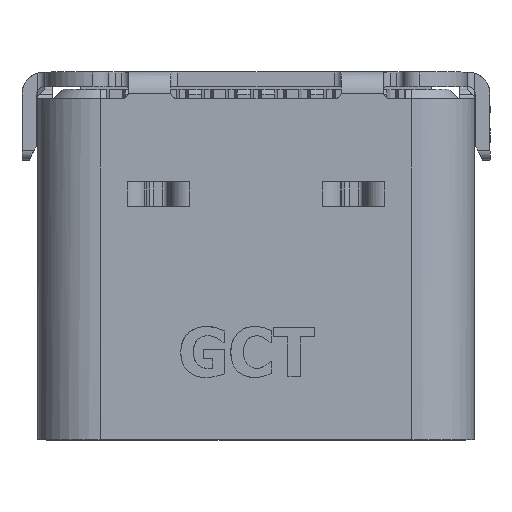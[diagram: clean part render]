
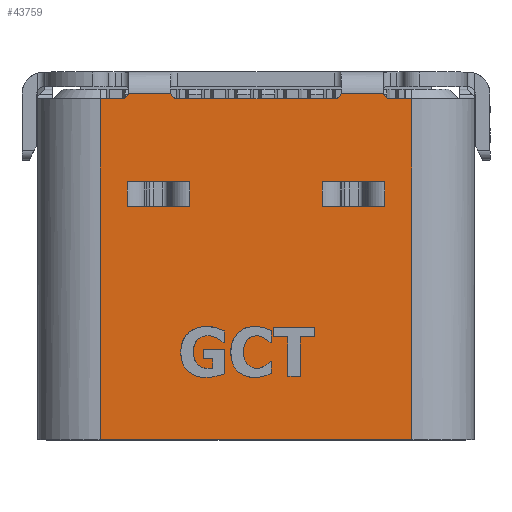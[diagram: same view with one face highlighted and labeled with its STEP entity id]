
A CAD part, top view. The second image highlights one B-rep face of the part: STEP entity #43759.
In plain terms, the highlighted face is planar.
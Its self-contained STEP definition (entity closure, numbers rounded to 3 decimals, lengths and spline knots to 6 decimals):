
#148=FACE_BOUND('',#7420,.T.);
#149=FACE_BOUND('',#7421,.T.);
#2458=CIRCLE('',#46505,0.00015);
#2585=CIRCLE('',#46691,0.00015);
#2623=CIRCLE('',#46781,0.00015);
#2724=CIRCLE('',#47123,0.00015);
#5166=FACE_OUTER_BOUND('',#7419,.T.);
#7419=EDGE_LOOP('',(#36878,#36879,#36880,#36881,#36882,#36883,#36884,#36885,
#36886,#36887,#36888,#36889));
#7420=EDGE_LOOP('',(#36890,#36891,#36892,#36893));
#7421=EDGE_LOOP('',(#36894,#36895,#36896,#36897));
#11115=LINE('',#67625,#15997);
#11133=LINE('',#67682,#16015);
#11188=LINE('',#67871,#16070);
#11199=LINE('',#67914,#16081);
#11244=LINE('',#68066,#16126);
#11299=LINE('',#68223,#16181);
#11347=LINE('',#68337,#16229);
#11351=LINE('',#68380,#16233);
#11353=LINE('',#68388,#16235);
#11356=LINE('',#68404,#16238);
#11493=LINE('',#68785,#16375);
#11525=LINE('',#68848,#16407);
#11590=LINE('',#69038,#16472);
#11595=LINE('',#69053,#16477);
#11599=LINE('',#69089,#16481);
#11634=LINE('',#69212,#16516);
#15997=VECTOR('',#54944,1.);
#16015=VECTOR('',#54990,1.);
#16070=VECTOR('',#55131,1.);
#16081=VECTOR('',#55160,1.);
#16126=VECTOR('',#55271,1.);
#16181=VECTOR('',#55414,1.);
#16229=VECTOR('',#55530,1.);
#16233=VECTOR('',#55542,1.);
#16235=VECTOR('',#55548,1.);
#16238=VECTOR('',#55567,1.);
#16375=VECTOR('',#55926,1.);
#16407=VECTOR('',#55996,1.);
#16472=VECTOR('',#56223,1.);
#16477=VECTOR('',#56244,1.);
#16481=VECTOR('',#56260,1.);
#16516=VECTOR('',#56429,1.);
#20148=VERTEX_POINT('',#67007);
#20149=VERTEX_POINT('',#67009);
#20385=VERTEX_POINT('',#67623);
#20386=VERTEX_POINT('',#67624);
#20406=VERTEX_POINT('',#67676);
#20407=VERTEX_POINT('',#67681);
#20461=VERTEX_POINT('',#67833);
#20471=VERTEX_POINT('',#67868);
#20472=VERTEX_POINT('',#67870);
#20484=VERTEX_POINT('',#67911);
#20485=VERTEX_POINT('',#67913);
#20534=VERTEX_POINT('',#68063);
#20535=VERTEX_POINT('',#68065);
#20576=VERTEX_POINT('',#68203);
#20577=VERTEX_POINT('',#68208);
#20582=VERTEX_POINT('',#68221);
#20583=VERTEX_POINT('',#68222);
#20619=VERTEX_POINT('',#68385);
#20620=VERTEX_POINT('',#68387);
#20710=VERTEX_POINT('',#68783);
#25399=EDGE_CURVE('',#20149,#20148,#2458,.T.);
#25664=EDGE_CURVE('',#20385,#20386,#11115,.T.);
#25691=EDGE_CURVE('',#20407,#20406,#11133,.T.);
#25759=EDGE_CURVE('',#20406,#20461,#2585,.T.);
#25775=EDGE_CURVE('',#20472,#20471,#11188,.T.);
#25791=EDGE_CURVE('',#20485,#20484,#11199,.T.);
#25857=EDGE_CURVE('',#20535,#20534,#11244,.T.);
#25927=EDGE_CURVE('',#20577,#20576,#2623,.T.);
#25933=EDGE_CURVE('',#20582,#20583,#11299,.T.);
#25994=EDGE_CURVE('',#20484,#20385,#11347,.T.);
#26001=EDGE_CURVE('',#20576,#20149,#11351,.T.);
#26004=EDGE_CURVE('',#20620,#20619,#11353,.T.);
#26012=EDGE_CURVE('',#20471,#20577,#11356,.T.);
#26197=EDGE_CURVE('',#20148,#20710,#11493,.T.);
#26235=EDGE_CURVE('',#20583,#20620,#11525,.T.);
#26322=EDGE_CURVE('',#20619,#20582,#11590,.T.);
#26330=EDGE_CURVE('',#20534,#20472,#11595,.T.);
#26337=EDGE_CURVE('',#20386,#20485,#11599,.T.);
#26385=EDGE_CURVE('',#20710,#20407,#2724,.T.);
#26386=EDGE_CURVE('',#20461,#20535,#11634,.T.);
#36878=ORIENTED_EDGE('',*,*,#25927,.T.);
#36879=ORIENTED_EDGE('',*,*,#26001,.T.);
#36880=ORIENTED_EDGE('',*,*,#25399,.T.);
#36881=ORIENTED_EDGE('',*,*,#26197,.T.);
#36882=ORIENTED_EDGE('',*,*,#26385,.T.);
#36883=ORIENTED_EDGE('',*,*,#25691,.T.);
#36884=ORIENTED_EDGE('',*,*,#25759,.T.);
#36885=ORIENTED_EDGE('',*,*,#26386,.T.);
#36886=ORIENTED_EDGE('',*,*,#25857,.T.);
#36887=ORIENTED_EDGE('',*,*,#26330,.T.);
#36888=ORIENTED_EDGE('',*,*,#25775,.T.);
#36889=ORIENTED_EDGE('',*,*,#26012,.T.);
#36890=ORIENTED_EDGE('',*,*,#26322,.T.);
#36891=ORIENTED_EDGE('',*,*,#25933,.T.);
#36892=ORIENTED_EDGE('',*,*,#26235,.T.);
#36893=ORIENTED_EDGE('',*,*,#26004,.T.);
#36894=ORIENTED_EDGE('',*,*,#25664,.T.);
#36895=ORIENTED_EDGE('',*,*,#26337,.T.);
#36896=ORIENTED_EDGE('',*,*,#25791,.T.);
#36897=ORIENTED_EDGE('',*,*,#25994,.T.);
#41778=PLANE('',#47122);
#43759=ADVANCED_FACE('',(#5166,#148,#149),#41778,.T.);
#46505=AXIS2_PLACEMENT_3D('',#67010,#54517,#54518);
#46691=AXIS2_PLACEMENT_3D('',#67835,#55105,#55106);
#46781=AXIS2_PLACEMENT_3D('',#68209,#55403,#55404);
#47122=AXIS2_PLACEMENT_3D('',#69210,#56425,#56426);
#47123=AXIS2_PLACEMENT_3D('',#69211,#56427,#56428);
#54517=DIRECTION('center_axis',(0.,-1.,0.));
#54518=DIRECTION('ref_axis',(0.,0.,1.));
#54944=DIRECTION('',(-1.,0.,0.));
#54990=DIRECTION('',(0.,0.,-1.));
#55105=DIRECTION('center_axis',(0.,-1.,0.));
#55106=DIRECTION('ref_axis',(0.,0.,1.));
#55131=DIRECTION('',(1.,0.,0.));
#55160=DIRECTION('',(1.,0.,0.));
#55271=DIRECTION('',(-1.,0.,0.));
#55403=DIRECTION('center_axis',(0.,-1.,0.));
#55404=DIRECTION('ref_axis',(0.,0.,1.));
#55414=DIRECTION('',(-1.,0.,0.));
#55530=DIRECTION('',(0.,0.,1.));
#55542=DIRECTION('',(0.,0.,-1.));
#55548=DIRECTION('',(1.,0.,0.));
#55567=DIRECTION('',(0.,0.,-1.));
#55926=DIRECTION('',(0.,0.,-1.));
#55996=DIRECTION('',(0.,0.,-1.));
#56223=DIRECTION('',(0.,0.,1.));
#56244=DIRECTION('',(0.,0.,1.));
#56260=DIRECTION('',(0.,0.,-1.));
#56425=DIRECTION('center_axis',(0.,1.,0.));
#56426=DIRECTION('ref_axis',(1.,0.,0.));
#56427=DIRECTION('center_axis',(0.,-1.,0.));
#56428=DIRECTION('ref_axis',(0.,0.,1.));
#56429=DIRECTION('',(0.,0.,-1.));
#67007=CARTESIAN_POINT('',(0.011314,0.01475,0.017637));
#67009=CARTESIAN_POINT('',(0.011414,0.01475,0.017779));
#67010=CARTESIAN_POINT('Origin',(0.011464,0.01475,0.017637));
#67623=CARTESIAN_POINT('',(0.009614,0.01475,0.014677));
#67624=CARTESIAN_POINT('',(0.009114,0.01475,0.014677));
#67625=CARTESIAN_POINT('',(0.011664,0.01475,0.014677));
#67676=CARTESIAN_POINT('',(0.011414,0.01475,0.013429));
#67681=CARTESIAN_POINT('',(0.011414,0.01475,0.014296));
#67682=CARTESIAN_POINT('',(0.011414,0.01475,0.011867));
#67833=CARTESIAN_POINT('',(0.011314,0.01475,0.013287));
#67835=CARTESIAN_POINT('Origin',(0.011464,0.01475,0.013287));
#67868=CARTESIAN_POINT('',(0.011314,0.01475,0.019227));
#67870=CARTESIAN_POINT('',(0.004334,0.01475,0.019227));
#67871=CARTESIAN_POINT('',(0.011664,0.01475,0.019227));
#67911=CARTESIAN_POINT('',(0.009614,0.01475,0.013397));
#67913=CARTESIAN_POINT('',(0.009114,0.01475,0.013397));
#67914=CARTESIAN_POINT('',(0.011664,0.01475,0.013397));
#68063=CARTESIAN_POINT('',(0.004334,0.01475,0.012847));
#68065=CARTESIAN_POINT('',(0.011314,0.01475,0.012847));
#68066=CARTESIAN_POINT('',(0.011664,0.01475,0.012847));
#68203=CARTESIAN_POINT('',(0.011414,0.01475,0.018646));
#68208=CARTESIAN_POINT('',(0.011314,0.01475,0.018787));
#68209=CARTESIAN_POINT('Origin',(0.011464,0.01475,0.018787));
#68221=CARTESIAN_POINT('',(0.009614,0.01475,0.018677));
#68222=CARTESIAN_POINT('',(0.009114,0.01475,0.018677));
#68223=CARTESIAN_POINT('',(0.011664,0.01475,0.018677));
#68337=CARTESIAN_POINT('',(0.009614,0.01475,0.011867));
#68380=CARTESIAN_POINT('',(0.011414,0.01475,0.011867));
#68385=CARTESIAN_POINT('',(0.009614,0.01475,0.017397));
#68387=CARTESIAN_POINT('',(0.009114,0.01475,0.017397));
#68388=CARTESIAN_POINT('',(0.011664,0.01475,0.017397));
#68404=CARTESIAN_POINT('',(0.011314,0.01475,0.011567));
#68783=CARTESIAN_POINT('',(0.011314,0.01475,0.014437));
#68785=CARTESIAN_POINT('',(0.011314,0.01475,0.011867));
#68848=CARTESIAN_POINT('',(0.009114,0.01475,0.011867));
#69038=CARTESIAN_POINT('',(0.009614,0.01475,0.011867));
#69053=CARTESIAN_POINT('',(0.004334,0.01475,0.011867));
#69089=CARTESIAN_POINT('',(0.009114,0.01475,0.011867));
#69210=CARTESIAN_POINT('Origin',(0.011664,0.01475,0.011867));
#69211=CARTESIAN_POINT('Origin',(0.011464,0.01475,0.014437));
#69212=CARTESIAN_POINT('',(0.011314,0.01475,0.011567));
